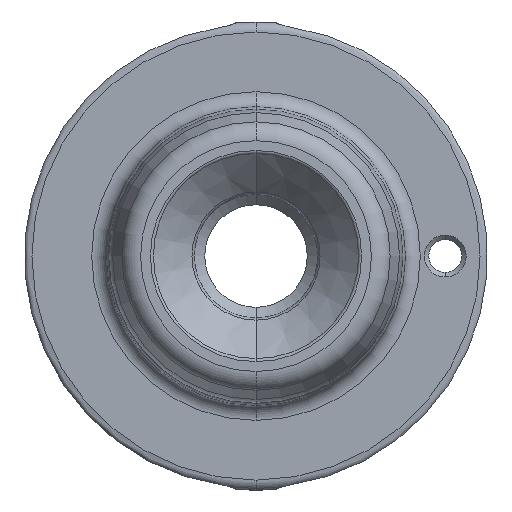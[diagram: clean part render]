
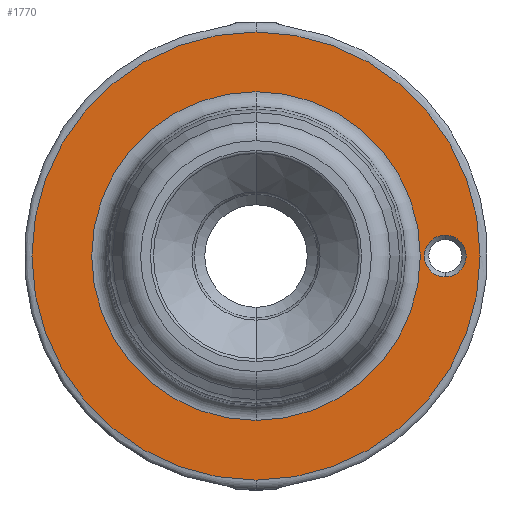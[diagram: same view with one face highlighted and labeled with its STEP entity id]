
A CAD part, front view. The second image highlights one B-rep face of the part: STEP entity #1770.
In plain terms, the highlighted planar face has unit normal (0, -1, 0).
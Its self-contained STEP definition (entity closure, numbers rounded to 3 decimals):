
#60 = DIRECTION ( 'NONE',  ( 0., -1., 0. ) ) ;
#70 = DIRECTION ( 'NONE',  ( 0., -1., 0. ) ) ;
#77 = CARTESIAN_POINT ( 'NONE',  ( 19., -3.3, -2.1 ) ) ;
#116 = AXIS2_PLACEMENT_3D ( 'NONE', #1143, #60, #2195 ) ;
#121 = VERTEX_POINT ( 'NONE', #2176 ) ;
#159 = FACE_BOUND ( 'NONE', #920, .T. ) ;
#191 = CIRCLE ( 'NONE', #116, 2.1 ) ;
#192 = AXIS2_PLACEMENT_3D ( 'NONE', #1421, #1082, #717 ) ;
#233 = VERTEX_POINT ( 'NONE', #1916 ) ;
#292 = CIRCLE ( 'NONE', #315, 2.1 ) ;
#315 = AXIS2_PLACEMENT_3D ( 'NONE', #999, #70, #808 ) ;
#340 = EDGE_LOOP ( 'NONE', ( #816, #554 ) ) ;
#343 = EDGE_CURVE ( 'NONE', #1827, #121, #1522, .T. ) ;
#344 = AXIS2_PLACEMENT_3D ( 'NONE', #508, #1927, #1405 ) ;
#430 = ORIENTED_EDGE ( 'NONE', *, *, #1209, .F. ) ;
#508 = CARTESIAN_POINT ( 'NONE',  ( 0., -3.3, 0. ) ) ;
#554 = ORIENTED_EDGE ( 'NONE', *, *, #1455, .F. ) ;
#655 = FACE_OUTER_BOUND ( 'NONE', #904, .T. ) ;
#717 = DIRECTION ( 'NONE',  ( 0., 0., -1. ) ) ;
#770 = CARTESIAN_POINT ( 'NONE',  ( 0., -3.3, 0. ) ) ;
#808 = DIRECTION ( 'NONE',  ( 0., 0., -1. ) ) ;
#816 = ORIENTED_EDGE ( 'NONE', *, *, #1164, .F. ) ;
#904 = EDGE_LOOP ( 'NONE', ( #2316, #430 ) ) ;
#920 = EDGE_LOOP ( 'NONE', ( #1564, #1936 ) ) ;
#940 = CARTESIAN_POINT ( 'NONE',  ( 19., -3.3, 2.1 ) ) ;
#999 = CARTESIAN_POINT ( 'NONE',  ( 19., -3.3, 0. ) ) ;
#1082 = DIRECTION ( 'NONE',  ( 0., -1., 0. ) ) ;
#1111 = FACE_BOUND ( 'NONE', #340, .T. ) ;
#1143 = CARTESIAN_POINT ( 'NONE',  ( 19., -3.3, 0. ) ) ;
#1164 = EDGE_CURVE ( 'NONE', #1601, #1922, #292, .T. ) ;
#1202 = CIRCLE ( 'NONE', #1992, 22.5 ) ;
#1209 = EDGE_CURVE ( 'NONE', #233, #2118, #1202, .T. ) ;
#1228 = DIRECTION ( 'NONE',  ( 0., 1., 0. ) ) ;
#1309 = CIRCLE ( 'NONE', #344, 16.5 ) ;
#1312 = DIRECTION ( 'NONE',  ( 0., 0., 1. ) ) ;
#1328 = DIRECTION ( 'NONE',  ( 0., 1., 0. ) ) ;
#1365 = DIRECTION ( 'NONE',  ( 0., 0., 1. ) ) ;
#1405 = DIRECTION ( 'NONE',  ( 0., 0., 1. ) ) ;
#1416 = DIRECTION ( 'NONE',  ( 0., 0., 1. ) ) ;
#1421 = CARTESIAN_POINT ( 'NONE',  ( 22.5, -3.3, 0. ) ) ;
#1423 = AXIS2_PLACEMENT_3D ( 'NONE', #770, #1328, #1312 ) ;
#1455 = EDGE_CURVE ( 'NONE', #1922, #1601, #191, .T. ) ;
#1513 = DIRECTION ( 'NONE',  ( 0., 1., 0. ) ) ;
#1522 = CIRCLE ( 'NONE', #2141, 16.5 ) ;
#1564 = ORIENTED_EDGE ( 'NONE', *, *, #343, .T. ) ;
#1592 = PLANE ( 'NONE',  #192 ) ;
#1601 = VERTEX_POINT ( 'NONE', #77 ) ;
#1605 = CARTESIAN_POINT ( 'NONE',  ( 0., -3.3, 16.5 ) ) ;
#1770 = ADVANCED_FACE ( 'NONE', ( #1111, #159, #655 ), #1592, .T. ) ;
#1827 = VERTEX_POINT ( 'NONE', #1605 ) ;
#1875 = CARTESIAN_POINT ( 'NONE',  ( 0., -3.3, 22.5 ) ) ;
#1916 = CARTESIAN_POINT ( 'NONE',  ( 0., -3.3, -22.5 ) ) ;
#1922 = VERTEX_POINT ( 'NONE', #940 ) ;
#1927 = DIRECTION ( 'NONE',  ( 0., 1., 0. ) ) ;
#1936 = ORIENTED_EDGE ( 'NONE', *, *, #2300, .T. ) ;
#1991 = EDGE_CURVE ( 'NONE', #2118, #233, #2107, .T. ) ;
#1992 = AXIS2_PLACEMENT_3D ( 'NONE', #2228, #1513, #1365 ) ;
#2107 = CIRCLE ( 'NONE', #1423, 22.5 ) ;
#2108 = CARTESIAN_POINT ( 'NONE',  ( 0., -3.3, 0. ) ) ;
#2118 = VERTEX_POINT ( 'NONE', #1875 ) ;
#2141 = AXIS2_PLACEMENT_3D ( 'NONE', #2108, #1228, #1416 ) ;
#2176 = CARTESIAN_POINT ( 'NONE',  ( 0., -3.3, -16.5 ) ) ;
#2195 = DIRECTION ( 'NONE',  ( 0., 0., -1. ) ) ;
#2228 = CARTESIAN_POINT ( 'NONE',  ( 0., -3.3, 0. ) ) ;
#2300 = EDGE_CURVE ( 'NONE', #121, #1827, #1309, .T. ) ;
#2316 = ORIENTED_EDGE ( 'NONE', *, *, #1991, .F. ) ;
